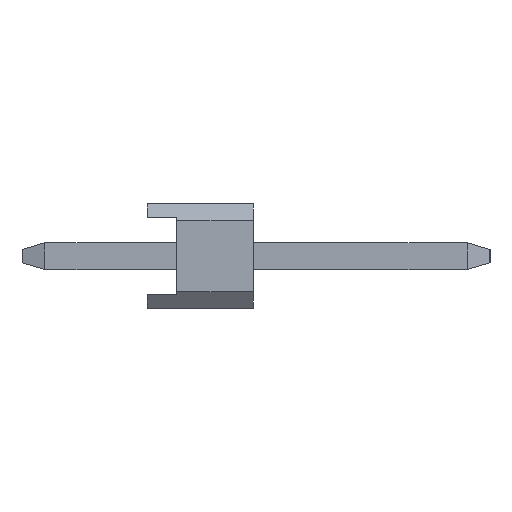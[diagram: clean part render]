
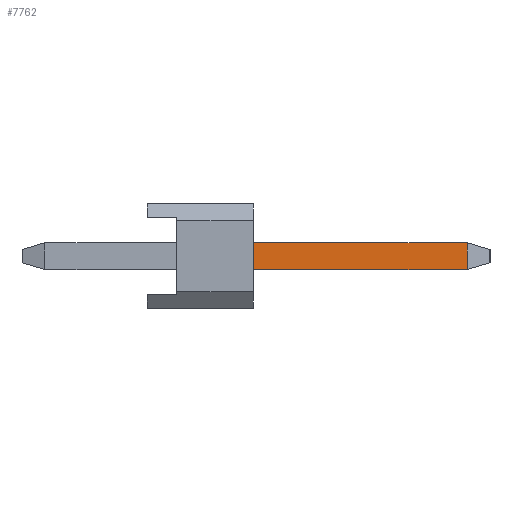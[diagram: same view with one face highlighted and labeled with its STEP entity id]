
A CAD part, left-side view. The second image highlights one B-rep face of the part: STEP entity #7762.
In plain terms, the highlighted planar face has unit normal (-1, 0, 0).
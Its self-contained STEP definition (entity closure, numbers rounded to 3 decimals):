
#4874=VERTEX_POINT('',#14424);
#4882=VERTEX_POINT('',#14433);
#6672=EDGE_CURVE('',#11876,#4882,#16436,.T.);
#7310=EDGE_CURVE('',#4882,#4874,#17123,.T.);
#7638=EDGE_CURVE('',#12608,#11876,#17513,.T.);
#7762=ADVANCED_FACE('',(#17647),#17648,.T.);
#9948=EDGE_CURVE('',#4874,#12608,#20058,.T.);
#11876=VERTEX_POINT('',#22159);
#12608=VERTEX_POINT('',#22972);
#14424=CARTESIAN_POINT('',(-38.42,-7.654,0.32));
#14433=CARTESIAN_POINT('',(-38.42,-2.54,0.32));
#16436=LINE('',#27888,#27889);
#17123=LINE('',#28903,#28904);
#17513=LINE('',#29471,#29472);
#17647=FACE_OUTER_BOUND('',#29666,.T.);
#17648=PLANE('',#29667);
#20058=LINE('',#33152,#33153);
#22159=CARTESIAN_POINT('',(-38.42,-2.54,-0.32));
#22972=CARTESIAN_POINT('',(-38.42,-7.654,-0.32));
#27888=CARTESIAN_POINT('',(-38.42,-2.54,0.252));
#27889=VECTOR('',#42454,1.0);
#28903=CARTESIAN_POINT('',(-38.42,-2.6,0.32));
#28904=VECTOR('',#43018,1.0);
#29471=CARTESIAN_POINT('',(-38.42,2.454,-0.32));
#29472=VECTOR('',#43725,1.0);
#29666=EDGE_LOOP('',(#43837,#43838,#43839,#43840));
#29667=AXIS2_PLACEMENT_3D('',#43841,#43842,#43843);
#33152=CARTESIAN_POINT('',(-38.42,-7.654,0.5));
#33153=VECTOR('',#46247,1.0);
#42454=DIRECTION('',(0.,0.,1.0));
#43018=DIRECTION('',(0.,-1.0,0.));
#43725=DIRECTION('',(0.,1.0,0.));
#43837=ORIENTED_EDGE('',*,*,#6672,.F.);
#43838=ORIENTED_EDGE('',*,*,#7638,.F.);
#43839=ORIENTED_EDGE('',*,*,#9948,.F.);
#43840=ORIENTED_EDGE('',*,*,#7310,.F.);
#43841=CARTESIAN_POINT('',(-38.42,2.454,0.5));
#43842=DIRECTION('',(-1.0,0.,0.));
#43843=DIRECTION('',(0.,1.0,0.));
#46247=DIRECTION('',(0.0,0.,-1.0));
